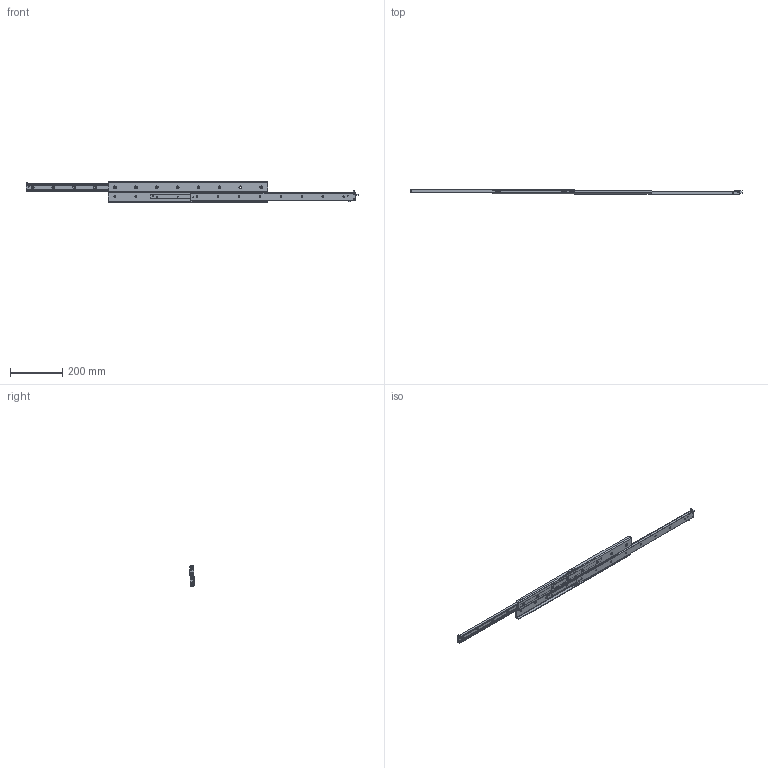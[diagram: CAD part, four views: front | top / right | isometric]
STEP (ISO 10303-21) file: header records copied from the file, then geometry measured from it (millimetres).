
FILE_DESCRIPTION((''),'2;1');
FILE_NAME('LCAS 28H.E-0610.VR.stp','2014-05-16T10:45:51',('MRathmann'),(''),'Autodesk Inventor 2012','Autodesk Inventor 2012','');
FILE_SCHEMA(('CONFIG_CONTROL_DESIGN'));
Length unit declared in the file: millimetre
Products named in the file (11): LCAS 28H.E-0610.VR.iam (Detailgenauigkeit1); ZP 28H-0610.S; LCN 28H-0630.VL; LCN 28H-0630.VR; LLMG 28H-0450; + AP.L 28H; + DT 28H; + VB 28H; + Feder 28H; ISO 2338 2 h8 x 8 - B; DIN 7991 M5x8
Assembly tree (25 placements, depth 2):
  LCAS 28H.E-0610.VR.iam (Detailgenauigkeit1)
    ZP 28H-0610.S
    LCN 28H-0630.VL
    LCN 28H-0630.VR
    LLMG 28H-0450  x2
    + AP.L 28H  x4
    + DT 28H
    + VB 28H
    + Feder 28H
    ISO 2338 2 h8 x 8 - B
    DIN 7991 M5x8  x12
Bounding box: 1270 x 17 x 80 mm (x, y, z)
Volume: 461378.2 mm3; surface area: 309894.1 mm2
Topology: 25 solids, 25 shells, 562 faces, 1403 edges, 889 vertices
Faces by surface type: plane 244, cylinder 209, cone 95, torus 12, bspline 2
Full cylindrical faces by diameter (mm): 2 x3, 2.1 x1, 2.459 x4, 2.5 x6, 3 x34, 3.8 x4, 4 x4, 4.134 x12, 5 x13, 5.2 x2, 5.5 x16, 6.8 x16, 10 x12
Entity records: 11209 total; most frequent: CARTESIAN_POINT 2762, DIRECTION 1765, ORIENTED_EDGE 1422, AXIS2_PLACEMENT_3D 724, EDGE_CURVE 711, EDGE_LOOP 627, VERTEX_POINT 536, CIRCLE 329
